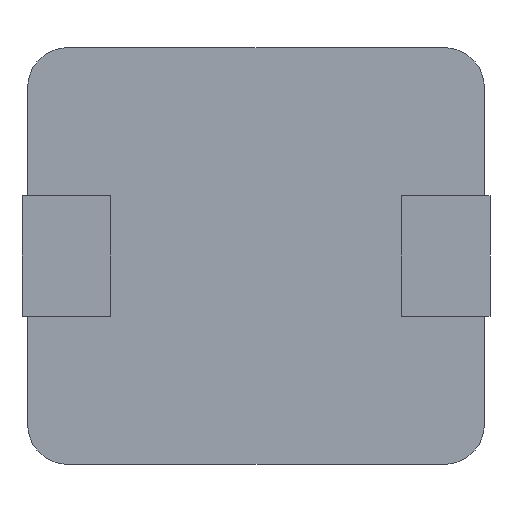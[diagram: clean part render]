
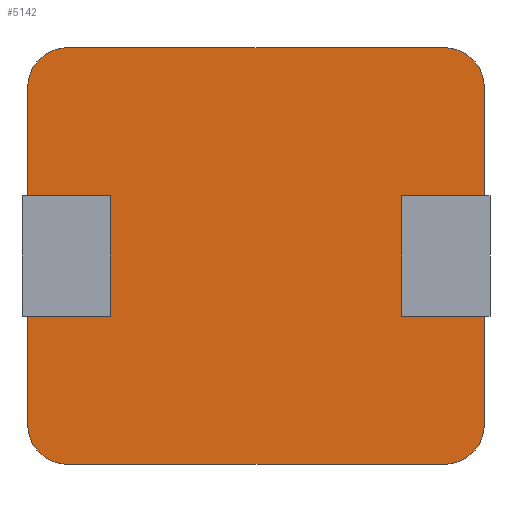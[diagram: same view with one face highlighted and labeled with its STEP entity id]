
A CAD part, front view. The second image highlights one B-rep face of the part: STEP entity #5142.
In plain terms, the highlighted planar face has unit normal (0, -1, 0).
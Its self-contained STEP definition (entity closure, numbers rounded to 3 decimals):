
#21 = VERTEX_POINT ( 'NONE', #2938 ) ;
#71 = CIRCLE ( 'NONE', #3267, 0.5 ) ;
#305 = EDGE_CURVE ( 'NONE', #1127, #1573, #853, .T. ) ;
#394 = DIRECTION ( 'NONE',  ( 0., 0., 1. ) ) ;
#421 = LINE ( 'NONE', #6671, #4049 ) ;
#714 = CARTESIAN_POINT ( 'NONE',  ( -2.35, 0., 2.1 ) ) ;
#725 = VECTOR ( 'NONE', #6294, 1000. ) ;
#853 = CIRCLE ( 'NONE', #7634, 0.5 ) ;
#959 = VERTEX_POINT ( 'NONE', #6257 ) ;
#1114 = EDGE_CURVE ( 'NONE', #2787, #1573, #8488, .T. ) ;
#1127 = VERTEX_POINT ( 'NONE', #5449 ) ;
#1326 = VECTOR ( 'NONE', #394, 1000. ) ;
#1573 = VERTEX_POINT ( 'NONE', #7017 ) ;
#1601 = DIRECTION ( 'NONE',  ( 0., 0., 1. ) ) ;
#1660 = EDGE_CURVE ( 'NONE', #9893, #7055, #3335, .T. ) ;
#1857 = DIRECTION ( 'NONE',  ( 0., -1., 0. ) ) ;
#2069 = VERTEX_POINT ( 'NONE', #4062 ) ;
#2092 = EDGE_CURVE ( 'NONE', #1127, #4183, #421, .T. ) ;
#2100 = DIRECTION ( 'NONE',  ( 1., 0., 0. ) ) ;
#2117 = VERTEX_POINT ( 'NONE', #10142 ) ;
#2142 = CARTESIAN_POINT ( 'NONE',  ( 1.82, 0., 0.75 ) ) ;
#2202 = DIRECTION ( 'NONE',  ( 0., 0., -1. ) ) ;
#2211 = EDGE_CURVE ( 'NONE', #5486, #4183, #5396, .T. ) ;
#2226 = EDGE_CURVE ( 'NONE', #21, #6196, #3904, .T. ) ;
#2264 = VERTEX_POINT ( 'NONE', #9554 ) ;
#2430 = CARTESIAN_POINT ( 'NONE',  ( 1.82, 0., 0.75 ) ) ;
#2507 = CIRCLE ( 'NONE', #7304, 0.5 ) ;
#2681 = CARTESIAN_POINT ( 'NONE',  ( -2.35, 0., -2.1 ) ) ;
#2736 = VECTOR ( 'NONE', #9440, 1000. ) ;
#2787 = VERTEX_POINT ( 'NONE', #3574 ) ;
#2810 = CARTESIAN_POINT ( 'NONE',  ( 0., 0., 0. ) ) ;
#2938 = CARTESIAN_POINT ( 'NONE',  ( 1.82, 0., 0.75 ) ) ;
#3070 = ORIENTED_EDGE ( 'NONE', *, *, #2092, .F. ) ;
#3168 = AXIS2_PLACEMENT_3D ( 'NONE', #3190, #5906, #8509 ) ;
#3185 = EDGE_CURVE ( 'NONE', #7930, #4872, #11096, .T. ) ;
#3190 = CARTESIAN_POINT ( 'NONE',  ( 2.35, 0., -2.1 ) ) ;
#3267 = AXIS2_PLACEMENT_3D ( 'NONE', #3647, #7057, #6255 ) ;
#3292 = CARTESIAN_POINT ( 'NONE',  ( -1.82, 0., -0.75 ) ) ;
#3335 = LINE ( 'NONE', #8867, #725 ) ;
#3345 = LINE ( 'NONE', #4048, #3937 ) ;
#3376 = CARTESIAN_POINT ( 'NONE',  ( -2.85, 0., 0.75 ) ) ;
#3496 = ORIENTED_EDGE ( 'NONE', *, *, #1114, .F. ) ;
#3520 = LINE ( 'NONE', #11010, #1326 ) ;
#3559 = EDGE_CURVE ( 'NONE', #9893, #8873, #2507, .T. ) ;
#3561 = CARTESIAN_POINT ( 'NONE',  ( 1.82, 0., -0.75 ) ) ;
#3574 = CARTESIAN_POINT ( 'NONE',  ( 2.35, 0., -2.6 ) ) ;
#3647 = CARTESIAN_POINT ( 'NONE',  ( 2.35, 0., 2.1 ) ) ;
#3733 = DIRECTION ( 'NONE',  ( 0., 1., 0. ) ) ;
#3884 = AXIS2_PLACEMENT_3D ( 'NONE', #2810, #3733, #9851 ) ;
#3904 = LINE ( 'NONE', #2430, #8666 ) ;
#3937 = VECTOR ( 'NONE', #2202, 1000. ) ;
#4048 = CARTESIAN_POINT ( 'NONE',  ( 2.85, 0., -2.6 ) ) ;
#4049 = VECTOR ( 'NONE', #6629, 1000. ) ;
#4062 = CARTESIAN_POINT ( 'NONE',  ( 2.85, 0., 0.75 ) ) ;
#4079 = VECTOR ( 'NONE', #11368, 1000. ) ;
#4173 = ORIENTED_EDGE ( 'NONE', *, *, #9670, .F. ) ;
#4183 = VERTEX_POINT ( 'NONE', #6339 ) ;
#4872 = VERTEX_POINT ( 'NONE', #3376 ) ;
#5088 = CARTESIAN_POINT ( 'NONE',  ( -1.82, 0., 0.75 ) ) ;
#5142 = ADVANCED_FACE ( 'NONE', ( #5217 ), #8091, .F. ) ;
#5167 = EDGE_CURVE ( 'NONE', #2117, #7055, #71, .T. ) ;
#5217 = FACE_OUTER_BOUND ( 'NONE', #9527, .T. ) ;
#5275 = CARTESIAN_POINT ( 'NONE',  ( -1.82, 0., 0.75 ) ) ;
#5300 = ORIENTED_EDGE ( 'NONE', *, *, #3559, .T. ) ;
#5396 = LINE ( 'NONE', #3292, #2736 ) ;
#5435 = LINE ( 'NONE', #10516, #4079 ) ;
#5449 = CARTESIAN_POINT ( 'NONE',  ( -2.85, 0., -2.1 ) ) ;
#5486 = VERTEX_POINT ( 'NONE', #7552 ) ;
#5513 = ORIENTED_EDGE ( 'NONE', *, *, #2226, .F. ) ;
#5906 = DIRECTION ( 'NONE',  ( 0., -1., 0. ) ) ;
#6196 = VERTEX_POINT ( 'NONE', #8361 ) ;
#6255 = DIRECTION ( 'NONE',  ( 0., 0., 1. ) ) ;
#6257 = CARTESIAN_POINT ( 'NONE',  ( 2.85, 0., -2.1 ) ) ;
#6294 = DIRECTION ( 'NONE',  ( 1., 0., 0. ) ) ;
#6339 = CARTESIAN_POINT ( 'NONE',  ( -2.85, 0., -0.75 ) ) ;
#6384 = VECTOR ( 'NONE', #7857, 1000. ) ;
#6430 = EDGE_CURVE ( 'NONE', #2787, #959, #11133, .T. ) ;
#6446 = CARTESIAN_POINT ( 'NONE',  ( -2.35, 0., 2.6 ) ) ;
#6461 = ORIENTED_EDGE ( 'NONE', *, *, #8252, .F. ) ;
#6629 = DIRECTION ( 'NONE',  ( 0., 0., 1. ) ) ;
#6646 = ORIENTED_EDGE ( 'NONE', *, *, #6430, .T. ) ;
#6671 = CARTESIAN_POINT ( 'NONE',  ( -2.85, 0., -2.6 ) ) ;
#6813 = DIRECTION ( 'NONE',  ( -1., 0., 0. ) ) ;
#6845 = ORIENTED_EDGE ( 'NONE', *, *, #2211, .T. ) ;
#6864 = DIRECTION ( 'NONE',  ( 0., 0., -1. ) ) ;
#6868 = DIRECTION ( 'NONE',  ( 0., -1., 0. ) ) ;
#6940 = LINE ( 'NONE', #3561, #9689 ) ;
#7017 = CARTESIAN_POINT ( 'NONE',  ( -2.35, 0., -2.6 ) ) ;
#7020 = CARTESIAN_POINT ( 'NONE',  ( -1.82, 0., 0.75 ) ) ;
#7045 = CARTESIAN_POINT ( 'NONE',  ( -2.85, 0., -2.6 ) ) ;
#7055 = VERTEX_POINT ( 'NONE', #7246 ) ;
#7057 = DIRECTION ( 'NONE',  ( 0., -1., 0. ) ) ;
#7244 = DIRECTION ( 'NONE',  ( 0., 0., 1. ) ) ;
#7246 = CARTESIAN_POINT ( 'NONE',  ( 2.35, 0., 2.6 ) ) ;
#7304 = AXIS2_PLACEMENT_3D ( 'NONE', #714, #6868, #1601 ) ;
#7389 = ORIENTED_EDGE ( 'NONE', *, *, #11008, .F. ) ;
#7552 = CARTESIAN_POINT ( 'NONE',  ( -1.82, 0., -0.75 ) ) ;
#7634 = AXIS2_PLACEMENT_3D ( 'NONE', #2681, #1857, #7244 ) ;
#7857 = DIRECTION ( 'NONE',  ( 0., 0., -1. ) ) ;
#7930 = VERTEX_POINT ( 'NONE', #5275 ) ;
#8006 = VECTOR ( 'NONE', #2100, 1000. ) ;
#8091 = PLANE ( 'NONE',  #3884 ) ;
#8252 = EDGE_CURVE ( 'NONE', #4872, #8873, #3520, .T. ) ;
#8361 = CARTESIAN_POINT ( 'NONE',  ( 1.82, 0., -0.75 ) ) ;
#8390 = DIRECTION ( 'NONE',  ( -1., 0., 0. ) ) ;
#8488 = LINE ( 'NONE', #7045, #11093 ) ;
#8509 = DIRECTION ( 'NONE',  ( 0., 0., 1. ) ) ;
#8666 = VECTOR ( 'NONE', #6864, 1000. ) ;
#8713 = CARTESIAN_POINT ( 'NONE',  ( -2.85, 0., 2.1 ) ) ;
#8867 = CARTESIAN_POINT ( 'NONE',  ( -2.85, 0., 2.6 ) ) ;
#8873 = VERTEX_POINT ( 'NONE', #8713 ) ;
#8926 = EDGE_CURVE ( 'NONE', #7930, #5486, #11048, .T. ) ;
#8942 = EDGE_CURVE ( 'NONE', #2264, #959, #5435, .T. ) ;
#8978 = ORIENTED_EDGE ( 'NONE', *, *, #9100, .T. ) ;
#9038 = VECTOR ( 'NONE', #6813, 1000. ) ;
#9100 = EDGE_CURVE ( 'NONE', #21, #2069, #10906, .T. ) ;
#9440 = DIRECTION ( 'NONE',  ( -1., 0., 0. ) ) ;
#9473 = ORIENTED_EDGE ( 'NONE', *, *, #8926, .T. ) ;
#9527 = EDGE_LOOP ( 'NONE', ( #3496, #6646, #10731, #4173, #5513, #8978, #7389, #10277, #10517, #5300, #6461, #9834, #9473, #6845, #3070, #11208 ) ) ;
#9554 = CARTESIAN_POINT ( 'NONE',  ( 2.85, 0., -0.75 ) ) ;
#9670 = EDGE_CURVE ( 'NONE', #6196, #2264, #6940, .T. ) ;
#9689 = VECTOR ( 'NONE', #10699, 1000. ) ;
#9834 = ORIENTED_EDGE ( 'NONE', *, *, #3185, .F. ) ;
#9851 = DIRECTION ( 'NONE',  ( 0., 0., 1. ) ) ;
#9893 = VERTEX_POINT ( 'NONE', #6446 ) ;
#10142 = CARTESIAN_POINT ( 'NONE',  ( 2.85, 0., 2.1 ) ) ;
#10277 = ORIENTED_EDGE ( 'NONE', *, *, #5167, .T. ) ;
#10516 = CARTESIAN_POINT ( 'NONE',  ( 2.85, 0., -2.6 ) ) ;
#10517 = ORIENTED_EDGE ( 'NONE', *, *, #1660, .F. ) ;
#10699 = DIRECTION ( 'NONE',  ( 1., 0., 0. ) ) ;
#10731 = ORIENTED_EDGE ( 'NONE', *, *, #8942, .F. ) ;
#10906 = LINE ( 'NONE', #2142, #8006 ) ;
#11008 = EDGE_CURVE ( 'NONE', #2117, #2069, #3345, .T. ) ;
#11010 = CARTESIAN_POINT ( 'NONE',  ( -2.85, 0., -2.6 ) ) ;
#11048 = LINE ( 'NONE', #7020, #6384 ) ;
#11093 = VECTOR ( 'NONE', #8390, 1000. ) ;
#11096 = LINE ( 'NONE', #5088, #9038 ) ;
#11133 = CIRCLE ( 'NONE', #3168, 0.5 ) ;
#11208 = ORIENTED_EDGE ( 'NONE', *, *, #305, .T. ) ;
#11368 = DIRECTION ( 'NONE',  ( 0., 0., -1. ) ) ;
